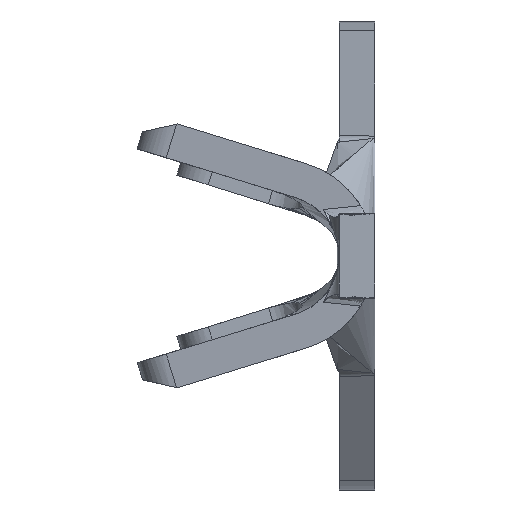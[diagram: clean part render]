
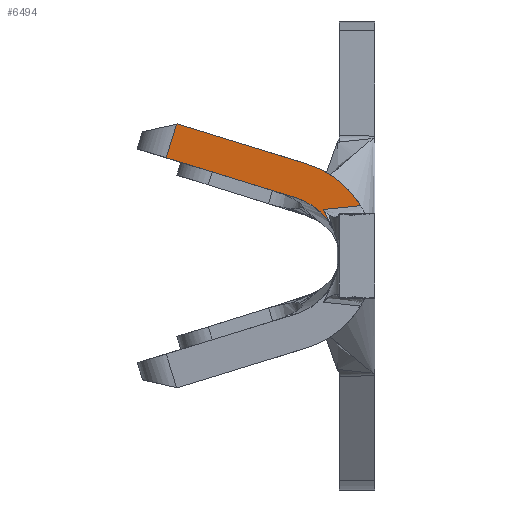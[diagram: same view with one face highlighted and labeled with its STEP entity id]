
A CAD part, left-side view. The second image highlights one B-rep face of the part: STEP entity #6494.
In plain terms, the highlighted planar face has unit normal (-0.996, 0.087, 0).
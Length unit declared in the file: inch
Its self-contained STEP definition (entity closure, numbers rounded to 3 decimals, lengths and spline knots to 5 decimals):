
#161 = VERTEX_POINT ( 'NONE', #4448 ) ;
#194 = EDGE_CURVE ( 'NONE', #161, #6574, #2857, .T. ) ;
#254 = CARTESIAN_POINT ( 'NONE',  ( -0.692, 0.0343, 0.06447 ) ) ;
#423 = CARTESIAN_POINT ( 'NONE',  ( -0.69308, 0.0219, 0.03704 ) ) ;
#455 = CARTESIAN_POINT ( 'NONE',  ( -0.69321, 0.02051, 0.03716 ) ) ;
#626 = CARTESIAN_POINT ( 'NONE',  ( -0.69406, 0.01069, 0.03804 ) ) ;
#766 = DIRECTION ( 'NONE',  ( -0.083, -0.952, -0.293 ) ) ;
#874 = EDGE_CURVE ( 'NONE', #1116, #161, #2928, .T. ) ;
#898 = EDGE_CURVE ( 'NONE', #3876, #1568, #6966, .T. ) ;
#906 = CARTESIAN_POINT ( 'NONE',  ( -0.68117, 0.1581, 0.07433 ) ) ;
#930 = CARTESIAN_POINT ( 'NONE',  ( -0.68186, 0.15023, 0.09988 ) ) ;
#937 = ORIENTED_EDGE ( 'NONE', *, *, #6033, .F. ) ;
#1012 = ORIENTED_EDGE ( 'NONE', *, *, #874, .T. ) ;
#1116 = VERTEX_POINT ( 'NONE', #1805 ) ;
#1159 = CARTESIAN_POINT ( 'NONE',  ( -0.69222, 0.03181, 0.02048 ) ) ;
#1162 = ORIENTED_EDGE ( 'NONE', *, *, #3442, .F. ) ;
#1199 = VECTOR ( 'NONE', #2954, 39.37008 ) ;
#1204 = ORIENTED_EDGE ( 'NONE', *, *, #3617, .F. ) ;
#1242 = CARTESIAN_POINT ( 'NONE',  ( -0.67971, 0.17476, 0.09427 ) ) ;
#1568 = VERTEX_POINT ( 'NONE', #906 ) ;
#1711 = ORIENTED_EDGE ( 'NONE', *, *, #5695, .F. ) ;
#1783 = CARTESIAN_POINT ( 'NONE',  ( -0.69087, 0.04725, 0.0402 ) ) ;
#1793 = ORIENTED_EDGE ( 'NONE', *, *, #194, .T. ) ;
#1805 = CARTESIAN_POINT ( 'NONE',  ( -0.69222, 0.03181, 0.02048 ) ) ;
#2141 = CARTESIAN_POINT ( 'NONE',  ( -0.69324, 0.02008, 0.05341 ) ) ;
#2164 = VERTEX_POINT ( 'NONE', #2374 ) ;
#2177 = EDGE_LOOP ( 'NONE', ( #937, #1012, #1793, #6174, #1204, #1711, #6316, #1162 ) ) ;
#2374 = CARTESIAN_POINT ( 'NONE',  ( -0.69049, 0.05152, 0.06977 ) ) ;
#2421 = CARTESIAN_POINT ( 'NONE',  ( -0.69382, 0.0135, 0.03775 ) ) ;
#2424 = DIRECTION ( 'NONE',  ( -0.085, -0.971, 0.222 ) ) ;
#2468 = CARTESIAN_POINT ( 'NONE',  ( -0.69171, 0.0376, 0.03536 ) ) ;
#2513 = CARTESIAN_POINT ( 'NONE',  ( -0.69164, 0.03835, 0.03526 ) ) ;
#2574 = CARTESIAN_POINT ( 'NONE',  ( -0.69052, 0.05116, 0.06966 ) ) ;
#2700 = FACE_OUTER_BOUND ( 'NONE', #2177, .T. ) ;
#2705 = CARTESIAN_POINT ( 'NONE',  ( -0.6819, 0.14971, 0.1 ) ) ;
#2765 = CARTESIAN_POINT ( 'NONE',  ( -0.69158, 0.03911, 0.03516 ) ) ;
#2815 = CARTESIAN_POINT ( 'NONE',  ( -0.69237, 0.03007, 0.03624 ) ) ;
#2857 = B_SPLINE_CURVE_WITH_KNOTS ( 'NONE', 3,
 ( #6609, #2513, #2468, #4905, #4404, #4431, #2815, #4454, #3945, #7274, #423, #455, #5006, #4505, #2421, #3473 ),
 .UNSPECIFIED., .F., .F.,
 ( 4, 3, 3, 3, 3, 4 ),
 ( 0.00009, 0.00015, 0.00033, 0.0005, 0.00061, 0.00082 ),
 .UNSPECIFIED. ) ;
#2908 = LINE ( 'NONE', #6845, #1199 ) ;
#2928 = B_SPLINE_CURVE_WITH_KNOTS ( 'NONE', 3,
 ( #5562, #3283, #3262, #2765 ),
 .UNSPECIFIED., .F., .F.,
 ( 4, 4 ),
 ( 0., 0.00042 ),
 .UNSPECIFIED. ) ;
#2954 = DIRECTION ( 'NONE',  ( 0.083, 0.952, 0.293 ) ) ;
#3262 = CARTESIAN_POINT ( 'NONE',  ( -0.69179, 0.03668, 0.03026 ) ) ;
#3283 = CARTESIAN_POINT ( 'NONE',  ( -0.692, 0.03424, 0.02537 ) ) ;
#3378 = LINE ( 'NONE', #1242, #6327 ) ;
#3442 = EDGE_CURVE ( 'NONE', #6791, #1568, #2908, .T. ) ;
#3473 = CARTESIAN_POINT ( 'NONE',  ( -0.69406, 0.01069, 0.03804 ) ) ;
#3487 = LINE ( 'NONE', #2574, #6060 ) ;
#3492 = DIRECTION ( 'NONE',  ( 0.996, -0.087, 0. ) ) ;
#3576 = CARTESIAN_POINT ( 'NONE',  ( -0.6898, 0.05946, 0.04396 ) ) ;
#3617 = EDGE_CURVE ( 'NONE', #5250, #2164, #3487, .T. ) ;
#3638 = DIRECTION ( 'NONE',  ( 0.026, 0.294, -0.955 ) ) ;
#3712 = CARTESIAN_POINT ( 'NONE',  ( -0.67809, 0.19331, -0.04003 ) ) ;
#3876 = VERTEX_POINT ( 'NONE', #930 ) ;
#3945 = CARTESIAN_POINT ( 'NONE',  ( -0.69276, 0.02555, 0.03671 ) ) ;
#4152 = VECTOR ( 'NONE', #3638, 39.37008 ) ;
#4247 =( BOUNDED_CURVE ( )  B_SPLINE_CURVE ( 3, ( #1159, #6702, #1783, #5618 ),
 .UNSPECIFIED., .F., .F. ) 
 B_SPLINE_CURVE_WITH_KNOTS ( ( 4, 4 ),
 ( 3.603, 4.4137 ),
 .UNSPECIFIED. ) 
 CURVE ( )  GEOMETRIC_REPRESENTATION_ITEM ( )  RATIONAL_B_SPLINE_CURVE ( ( 1., 0.946, 0.946, 1. ) ) 
 REPRESENTATION_ITEM ( '' )  );
#4404 = CARTESIAN_POINT ( 'NONE',  ( -0.69197, 0.03459, 0.03574 ) ) ;
#4431 = CARTESIAN_POINT ( 'NONE',  ( -0.69217, 0.03233, 0.036 ) ) ;
#4448 = CARTESIAN_POINT ( 'NONE',  ( -0.69158, 0.03911, 0.03516 ) ) ;
#4454 = CARTESIAN_POINT ( 'NONE',  ( -0.69257, 0.02781, 0.03649 ) ) ;
#4505 = CARTESIAN_POINT ( 'NONE',  ( -0.69357, 0.01631, 0.03752 ) ) ;
#4779 = AXIS2_PLACEMENT_3D ( 'NONE', #6846, #3492, #7387 ) ;
#4852 = CARTESIAN_POINT ( 'NONE',  ( -0.69049, 0.05152, 0.06977 ) ) ;
#4905 = CARTESIAN_POINT ( 'NONE',  ( -0.69178, 0.03684, 0.03545 ) ) ;
#4995 =( BOUNDED_CURVE ( )  B_SPLINE_CURVE ( 3, ( #4852, #254, #2141, #5969 ),
 .UNSPECIFIED., .F., .F. ) 
 B_SPLINE_CURVE_WITH_KNOTS ( ( 4, 4 ),
 ( 1.86948, 2.59351 ),
 .UNSPECIFIED. ) 
 CURVE ( )  GEOMETRIC_REPRESENTATION_ITEM ( )  RATIONAL_B_SPLINE_CURVE ( ( 1., 0.957, 0.957, 1. ) ) 
 REPRESENTATION_ITEM ( '' )  );
#5006 = CARTESIAN_POINT ( 'NONE',  ( -0.69333, 0.01913, 0.03728 ) ) ;
#5250 = VERTEX_POINT ( 'NONE', #2705 ) ;
#5562 = CARTESIAN_POINT ( 'NONE',  ( -0.69222, 0.03181, 0.02048 ) ) ;
#5618 = CARTESIAN_POINT ( 'NONE',  ( -0.6898, 0.05946, 0.04396 ) ) ;
#5695 = EDGE_CURVE ( 'NONE', #3876, #5250, #3378, .T. ) ;
#5969 = CARTESIAN_POINT ( 'NONE',  ( -0.69406, 0.01069, 0.03804 ) ) ;
#6033 = EDGE_CURVE ( 'NONE', #1116, #6791, #4247, .T. ) ;
#6060 = VECTOR ( 'NONE', #766, 39.37008 ) ;
#6174 = ORIENTED_EDGE ( 'NONE', *, *, #6285, .F. ) ;
#6248 = PLANE ( 'NONE',  #4779 ) ;
#6285 = EDGE_CURVE ( 'NONE', #2164, #6574, #4995, .T. ) ;
#6316 = ORIENTED_EDGE ( 'NONE', *, *, #898, .T. ) ;
#6327 = VECTOR ( 'NONE', #2424, 39.37008 ) ;
#6494 = ADVANCED_FACE ( 'NONE', ( #2700 ), #6248, .F. ) ;
#6574 = VERTEX_POINT ( 'NONE', #626 ) ;
#6609 = CARTESIAN_POINT ( 'NONE',  ( -0.69158, 0.03911, 0.03516 ) ) ;
#6702 = CARTESIAN_POINT ( 'NONE',  ( -0.69172, 0.0375, 0.03193 ) ) ;
#6791 = VERTEX_POINT ( 'NONE', #3576 ) ;
#6845 = CARTESIAN_POINT ( 'NONE',  ( -0.68983, 0.05905, 0.04384 ) ) ;
#6846 = CARTESIAN_POINT ( 'NONE',  ( -0.695, 0., -0.1 ) ) ;
#6966 = LINE ( 'NONE', #3712, #4152 ) ;
#7274 = CARTESIAN_POINT ( 'NONE',  ( -0.69296, 0.02329, 0.03691 ) ) ;
#7387 = DIRECTION ( 'NONE',  ( 0.087, 0.996, 0. ) ) ;
